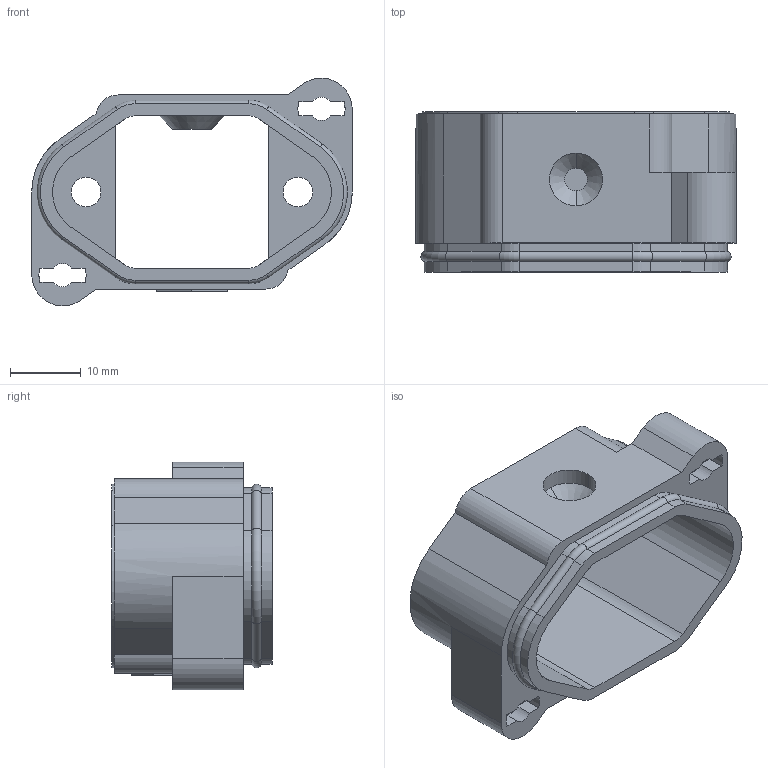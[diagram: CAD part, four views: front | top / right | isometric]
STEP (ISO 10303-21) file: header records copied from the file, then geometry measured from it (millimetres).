
FILE_DESCRIPTION(('Creo Elements/Direct Modeling STEP Export'),'2;1');
FILE_NAME('0lndrr042dnneq4880','2016-04-27T15:29:54',(''),(''),'PTC Creo Elements/Direct Modeling STEP processor for AP214 (Solid Model)','PTC Creo Elements/Direct Modeling 19.0B 21-Mar-2015 (C) Parametric Technology GmbH','');
FILE_SCHEMA(('AUTOMOTIVE_DESIGN { 1 0 10303 214 1 1 1 1 }'));
Length unit declared in the file: millimetre
Products named in the file (2): CGK_I_B
Assembly tree (1 placements, depth 2):
  CGK_I_B
    CGK_I_B
Bounding box: 45.4 x 22.7 x 32.28 mm (x, y, z)
Volume: 8142.3 mm3; surface area: 7080.9 mm2
Topology: 1 solids, 1 shells, 189 faces, 516 edges, 336 vertices
Faces by surface type: plane 105, cylinder 75, torus 6, cone 3
Entity records: 6929 total; most frequent: ORIENTED_EDGE 1032, CARTESIAN_POINT 1004, DIRECTION 1001, EDGE_CURVE 516, VERTEX_POINT 336, VECTOR 335, LINE 335, AXIS2_PLACEMENT_3D 333
